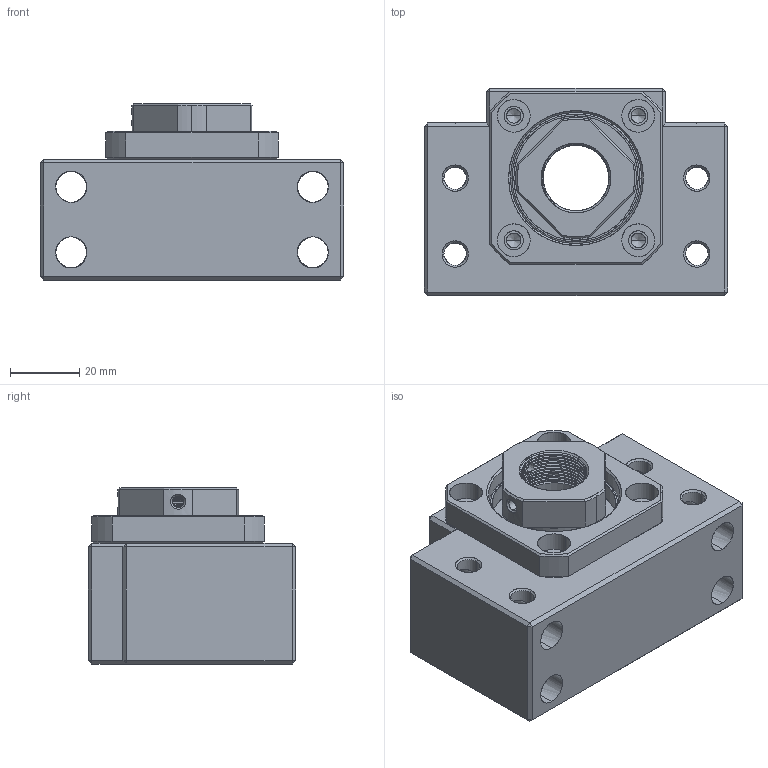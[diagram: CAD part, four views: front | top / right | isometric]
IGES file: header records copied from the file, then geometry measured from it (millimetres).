
Start section: SolidWorks IGES file using analytic representation for surfaces
Global section: file name: 1H1BK20組合.IGS; native system: SolidWorks 2008; preprocessor: SolidWorks 2008; author: 070; date: 100702.075411; units: millimetre
Bounding box: 88 x 60 x 51 mm (x, y, z)
Surface area: 62763.5 mm2 (no closed solid volume)
Topology: 0 solids, 0 shells, 476 faces, 7804 edges, 7688 vertices
Faces by surface type: revolution 283, bspline 193
